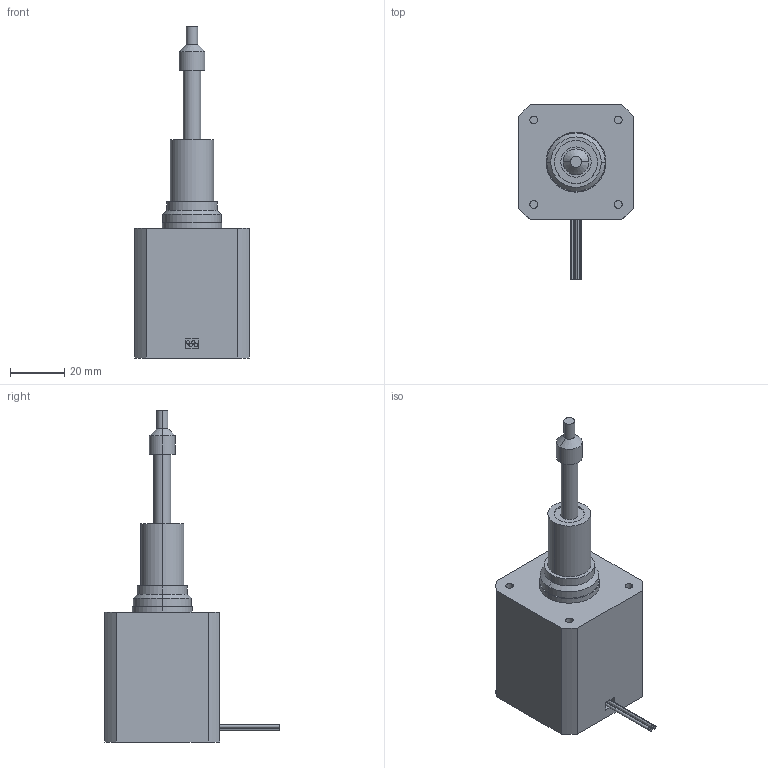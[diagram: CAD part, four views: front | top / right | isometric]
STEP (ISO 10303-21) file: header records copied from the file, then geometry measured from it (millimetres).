
FILE_DESCRIPTION (( 'STEP AP214' ), '1' );
FILE_NAME ('1D1CA414-79A2-4AA4-AF65-95B90981183A.STEP', '2023-11-06T01:49:01', ( '' ), ( '' ), 'SwSTEP 2.0', 'SolidWorks 2022', '' );
FILE_SCHEMA (( 'AUTOMOTIVE_DESIGN' ));
Length unit declared in the file: millimetre
Products named in the file (1): 1D1CA414-79A2-4AA4-AF65-95B90981183A
Bounding box: 42.2 x 64.03 x 121.98 mm (x, y, z)
Volume: 89970.5 mm3; surface area: 15909.8 mm2
Topology: 2 solids, 2 shells, 71 faces, 148 edges, 96 vertices
Faces by surface type: cylinder 40, plane 27, cone 4
Entity records: 2713 total; most frequent: DIRECTION 372, CARTESIAN_POINT 316, ORIENTED_EDGE 296, AXIS2_PLACEMENT_3D 152, EDGE_CURVE 148, VERTEX_POINT 96, EDGE_LOOP 88, CIRCLE 80
